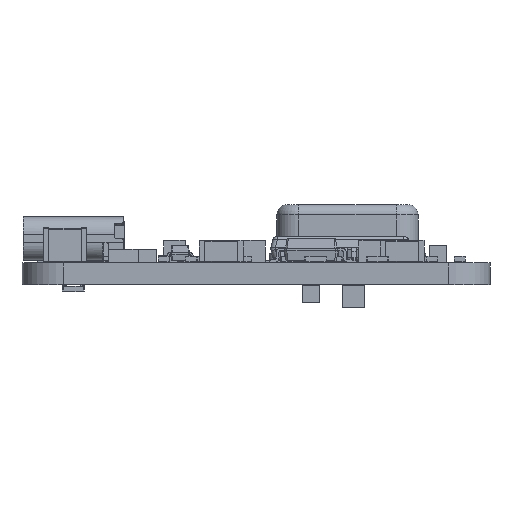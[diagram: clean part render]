
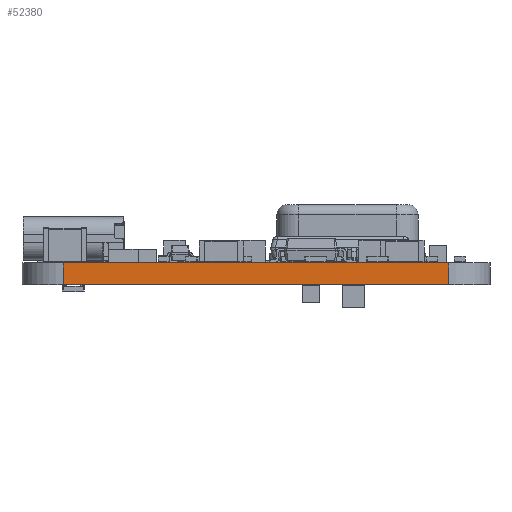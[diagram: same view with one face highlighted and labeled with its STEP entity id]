
A CAD part, left-side view. The second image highlights one B-rep face of the part: STEP entity #52380.
In plain terms, the highlighted planar face has unit normal (-1, 0, 0).
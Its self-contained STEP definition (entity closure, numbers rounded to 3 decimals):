
#51763 = VERTEX_POINT('',#51764);
#51764 = CARTESIAN_POINT('',(-22.5,14.075,0.));
#51771 = EDGE_CURVE('',#51772,#51763,#51774,.T.);
#51772 = VERTEX_POINT('',#51773);
#51773 = CARTESIAN_POINT('',(-22.5,-14.075,0.));
#51774 = LINE('',#51775,#51776);
#51775 = CARTESIAN_POINT('',(-22.5,-14.075,0.));
#51776 = VECTOR('',#51777,1.);
#51777 = DIRECTION('',(0.,1.,0.));
#52058 = VERTEX_POINT('',#52059);
#52059 = CARTESIAN_POINT('',(-22.5,14.075,1.6));
#52066 = EDGE_CURVE('',#52067,#52058,#52069,.T.);
#52067 = VERTEX_POINT('',#52068);
#52068 = CARTESIAN_POINT('',(-22.5,-14.075,1.6));
#52069 = LINE('',#52070,#52071);
#52070 = CARTESIAN_POINT('',(-22.5,-14.075,1.6));
#52071 = VECTOR('',#52072,1.);
#52072 = DIRECTION('',(0.,1.,0.));
#52350 = EDGE_CURVE('',#51763,#52058,#52351,.T.);
#52351 = LINE('',#52352,#52353);
#52352 = CARTESIAN_POINT('',(-22.5,14.075,0.));
#52353 = VECTOR('',#52354,1.);
#52354 = DIRECTION('',(0.,0.,1.));
#52380 = ADVANCED_FACE('',(#52381),#52392,.T.);
#52381 = FACE_BOUND('',#52382,.T.);
#52382 = EDGE_LOOP('',(#52383,#52389,#52390,#52391));
#52383 = ORIENTED_EDGE('',*,*,#52384,.T.);
#52384 = EDGE_CURVE('',#51772,#52067,#52385,.T.);
#52385 = LINE('',#52386,#52387);
#52386 = CARTESIAN_POINT('',(-22.5,-14.075,0.));
#52387 = VECTOR('',#52388,1.);
#52388 = DIRECTION('',(0.,0.,1.));
#52389 = ORIENTED_EDGE('',*,*,#52066,.T.);
#52390 = ORIENTED_EDGE('',*,*,#52350,.F.);
#52391 = ORIENTED_EDGE('',*,*,#51771,.F.);
#52392 = PLANE('',#52393);
#52393 = AXIS2_PLACEMENT_3D('',#52394,#52395,#52396);
#52394 = CARTESIAN_POINT('',(-22.5,-14.075,0.));
#52395 = DIRECTION('',(-1.,0.,0.));
#52396 = DIRECTION('',(0.,1.,0.));
